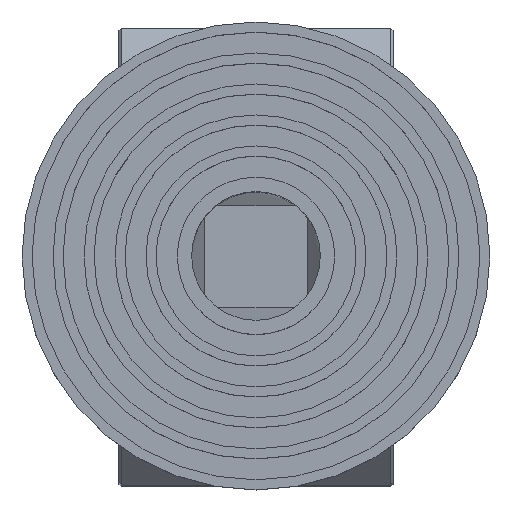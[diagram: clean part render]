
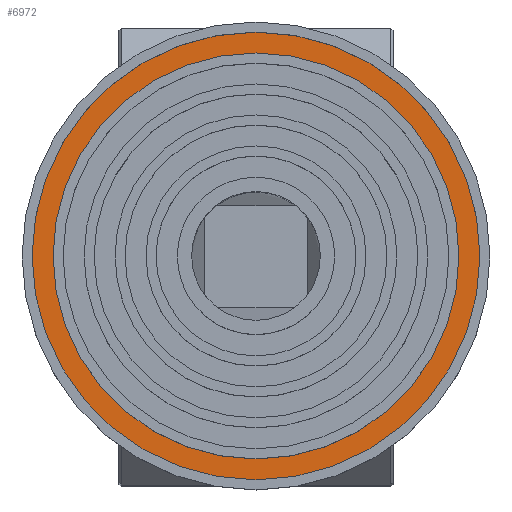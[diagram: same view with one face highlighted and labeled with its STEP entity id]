
A CAD part, top view. The second image highlights one B-rep face of the part: STEP entity #6972.
In plain terms, the highlighted planar face has unit normal (0, 0, 1).
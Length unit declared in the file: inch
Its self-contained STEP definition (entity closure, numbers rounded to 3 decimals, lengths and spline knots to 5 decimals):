
#104 = DIRECTION ( 'NONE',  ( 1., 0., 0. ) ) ;
#228 = VERTEX_POINT ( 'NONE', #6847 ) ;
#274 = ORIENTED_EDGE ( 'NONE', *, *, #15333, .F. ) ;
#814 = CIRCLE ( 'NONE', #12124, 0.55677 ) ;
#1209 = DIRECTION ( 'NONE',  ( 0., -1., 0. ) ) ;
#1580 = FACE_OUTER_BOUND ( 'NONE', #12717, .T. ) ;
#1667 = DIRECTION ( 'NONE',  ( 0., 0., 1. ) ) ;
#1897 = EDGE_CURVE ( 'NONE', #4435, #7037, #16260, .T. ) ;
#2172 = DIRECTION ( 'NONE',  ( 0., -1., 0. ) ) ;
#2360 = DIRECTION ( 'NONE',  ( 0., 0., 1. ) ) ;
#3423 = VERTEX_POINT ( 'NONE', #18546 ) ;
#3764 = DIRECTION ( 'NONE',  ( 0., -1., 0. ) ) ;
#4435 = VERTEX_POINT ( 'NONE', #14726 ) ;
#4537 = PLANE ( 'NONE',  #8664 ) ;
#4706 = ORIENTED_EDGE ( 'NONE', *, *, #14829, .F. ) ;
#5826 = AXIS2_PLACEMENT_3D ( 'NONE', #13015, #16064, #1209 ) ;
#6211 = DIRECTION ( 'NONE',  ( 0., -1., 0. ) ) ;
#6847 = CARTESIAN_POINT ( 'NONE',  ( -0.04134, -0.55677, 1.66004 ) ) ;
#6972 = ADVANCED_FACE ( 'NONE', ( #1580, #18006 ), #4537, .T. ) ;
#7033 = CIRCLE ( 'NONE', #18039, 0.61425 ) ;
#7037 = VERTEX_POINT ( 'NONE', #12581 ) ;
#7581 = CARTESIAN_POINT ( 'NONE',  ( -0.04134, -0.58551, 1.66004 ) ) ;
#8664 = AXIS2_PLACEMENT_3D ( 'NONE', #7581, #13572, #104 ) ;
#9022 = ORIENTED_EDGE ( 'NONE', *, *, #1897, .T. ) ;
#9353 = ORIENTED_EDGE ( 'NONE', *, *, #19201, .T. ) ;
#10056 = CARTESIAN_POINT ( 'NONE',  ( -0.04134, 0., 1.66004 ) ) ;
#10144 = DIRECTION ( 'NONE',  ( 0., 0., 1. ) ) ;
#11406 = CARTESIAN_POINT ( 'NONE',  ( -0.04134, 0., 1.66004 ) ) ;
#12124 = AXIS2_PLACEMENT_3D ( 'NONE', #15264, #1667, #6211 ) ;
#12412 = CIRCLE ( 'NONE', #5826, 0.55677 ) ;
#12581 = CARTESIAN_POINT ( 'NONE',  ( -0.04134, -0.61425, 1.66004 ) ) ;
#12717 = EDGE_LOOP ( 'NONE', ( #9353, #9022 ) ) ;
#13015 = CARTESIAN_POINT ( 'NONE',  ( -0.04134, 0., 1.66004 ) ) ;
#13572 = DIRECTION ( 'NONE',  ( 0., 0., 1. ) ) ;
#14726 = CARTESIAN_POINT ( 'NONE',  ( -0.04134, 0.61425, 1.66004 ) ) ;
#14829 = EDGE_CURVE ( 'NONE', #228, #3423, #12412, .T. ) ;
#15264 = CARTESIAN_POINT ( 'NONE',  ( -0.04134, 0., 1.66004 ) ) ;
#15333 = EDGE_CURVE ( 'NONE', #3423, #228, #814, .T. ) ;
#16064 = DIRECTION ( 'NONE',  ( 0., 0., 1. ) ) ;
#16260 = CIRCLE ( 'NONE', #16888, 0.61425 ) ;
#16888 = AXIS2_PLACEMENT_3D ( 'NONE', #10056, #10144, #3764 ) ;
#17303 = EDGE_LOOP ( 'NONE', ( #4706, #274 ) ) ;
#18006 = FACE_BOUND ( 'NONE', #17303, .T. ) ;
#18039 = AXIS2_PLACEMENT_3D ( 'NONE', #11406, #2360, #2172 ) ;
#18546 = CARTESIAN_POINT ( 'NONE',  ( -0.04134, 0.55677, 1.66004 ) ) ;
#19201 = EDGE_CURVE ( 'NONE', #7037, #4435, #7033, .T. ) ;
